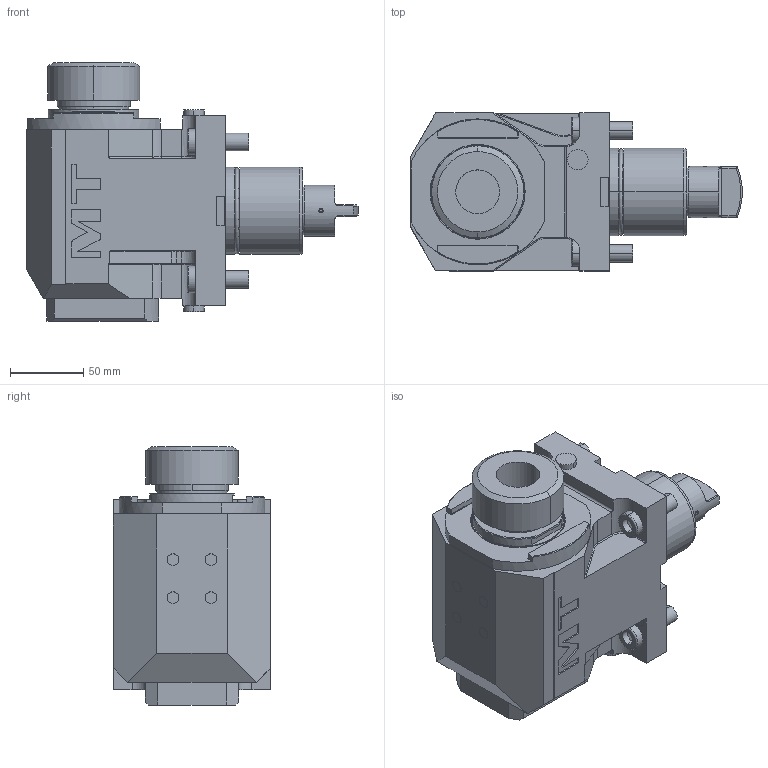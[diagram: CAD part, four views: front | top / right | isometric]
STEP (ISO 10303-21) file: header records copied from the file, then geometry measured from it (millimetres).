
FILE_DESCRIPTION((''),'2;1');
FILE_NAME('MNL0840240_CONF','2023-02-14T09:05:21',('sterribile'),('M.T. srl'),'CREO PARAMETRIC BY PTC INC, 2021072','CREO PARAMETRIC BY PTC INC, 2021072','');
FILE_SCHEMA(('CONFIG_CONTROL_DESIGN'));
Length unit declared in the file: millimetre
Products named in the file (1): MNL0840240_CONF
Bounding box: 227.16 x 108 x 176.66 mm (x, y, z)
Volume: 1951995.7 mm3; surface area: 138669.8 mm2
Topology: 1 solids, 1 shells, 377 faces, 925 edges, 592 vertices
Faces by surface type: plane 178, cylinder 141, torus 34, cone 20, extrusion 4
Entity records: 12440 total; most frequent: CARTESIAN_POINT 3337, DIRECTION 1937, ORIENTED_EDGE 1850, EDGE_CURVE 925, AXIS2_PLACEMENT_3D 705, VERTEX_POINT 592, VECTOR 527, LINE 523
